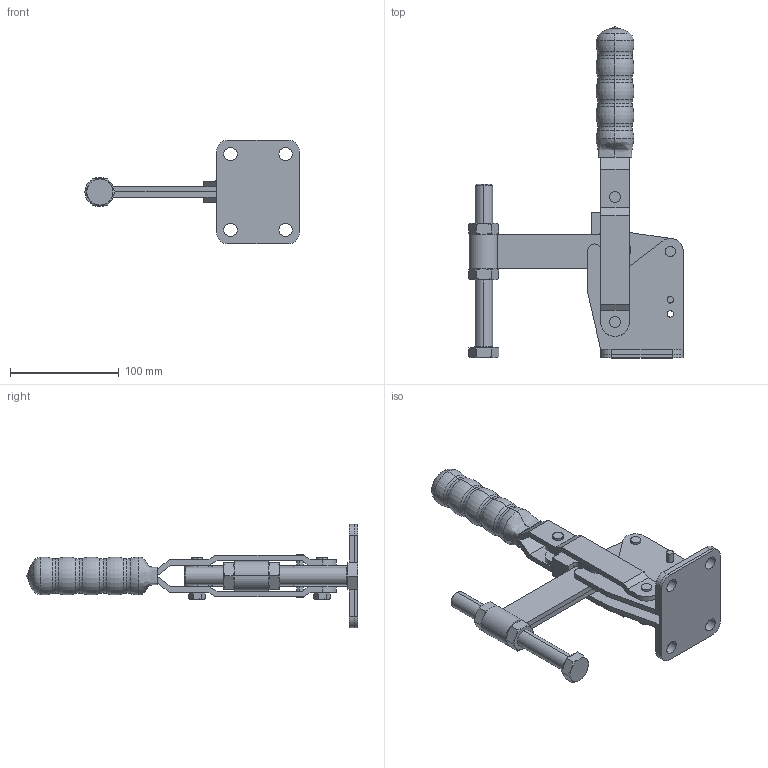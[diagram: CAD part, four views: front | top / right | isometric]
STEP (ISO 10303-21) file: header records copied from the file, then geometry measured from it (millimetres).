
FILE_DESCRIPTION (( 'STEP AP214' ), '1' );
FILE_NAME ('GH-15502-C(Â²¤Æ).STEP', '2020-03-26T02:42:03', ( 'LinWei' ), ( '' ), 'SwSTEP 2.0', 'SolidWorks 2016', '' );
FILE_SCHEMA (( 'AUTOMOTIVE_DESIGN' ));
Length unit declared in the file: millimetre
Products named in the file (6): Group4^GH-15502-B(簡化)-1; Group2^GH-15502-C(簡化); Group1^GH-15502-C(簡化); Group6^GH-15502-C(簡化); Group3^GH-15502-C(簡化); GH-15502-C(簡化)
Assembly tree (5 placements, depth 2):
  GH-15502-C(簡化)
    Group3^GH-15502-C(簡化)
    Group6^GH-15502-C(簡化)
    Group1^GH-15502-C(簡化)
    Group2^GH-15502-C(簡化)
    Group4^GH-15502-B(簡化)-1
Bounding box: 197.86 x 305.8 x 95.2 mm (x, y, z)
Volume: 396686.4 mm3; surface area: 128142.9 mm2
Topology: 5 solids, 5 shells, 344 faces, 830 edges, 511 vertices
Faces by surface type: plane 132, cylinder 102, cone 72, torus 32, sphere 4, bspline 2
Entity records: 12896 total; most frequent: CARTESIAN_POINT 3239, DIRECTION 1763, ORIENTED_EDGE 1660, EDGE_CURVE 830, AXIS2_PLACEMENT_3D 699, VERTEX_POINT 511, EDGE_LOOP 395, LINE 365
